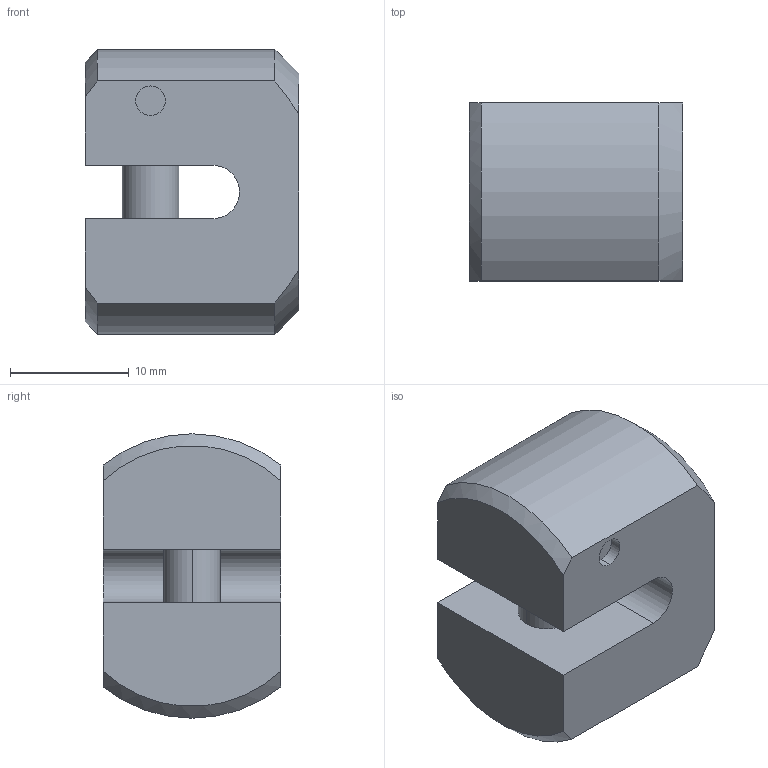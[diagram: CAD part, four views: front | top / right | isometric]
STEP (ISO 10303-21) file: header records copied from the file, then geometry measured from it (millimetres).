
FILE_DESCRIPTION((''),'2;1');
FILE_NAME('001-M31343-P-1','2016-12-15T',('Andreas.Wendler'),(''),'PRO/ENGINEER BY PARAMETRIC TECHNOLOGY CORPORATION, 2011490','PRO/ENGINEER BY PARAMETRIC TECHNOLOGY CORPORATION, 2011490','');
FILE_SCHEMA(('CONFIG_CONTROL_DESIGN'));
Length unit declared in the file: millimetre
Products named in the file (1): 001-M31343-P-1
Bounding box: 18 x 15 x 24 mm (x, y, z)
Volume: 5162.2 mm3; surface area: 2249.2 mm2
Topology: 1 solids, 1 shells, 347 faces, 990 edges, 660 vertices
Faces by surface type: plane 334, cylinder 9, cone 4
Entity records: 11152 total; most frequent: CARTESIAN_POINT 2037, ORIENTED_EDGE 1980, DIRECTION 1698, EDGE_CURVE 990, VECTOR 960, LINE 960, VERTEX_POINT 660, AXIS2_PLACEMENT_3D 369
